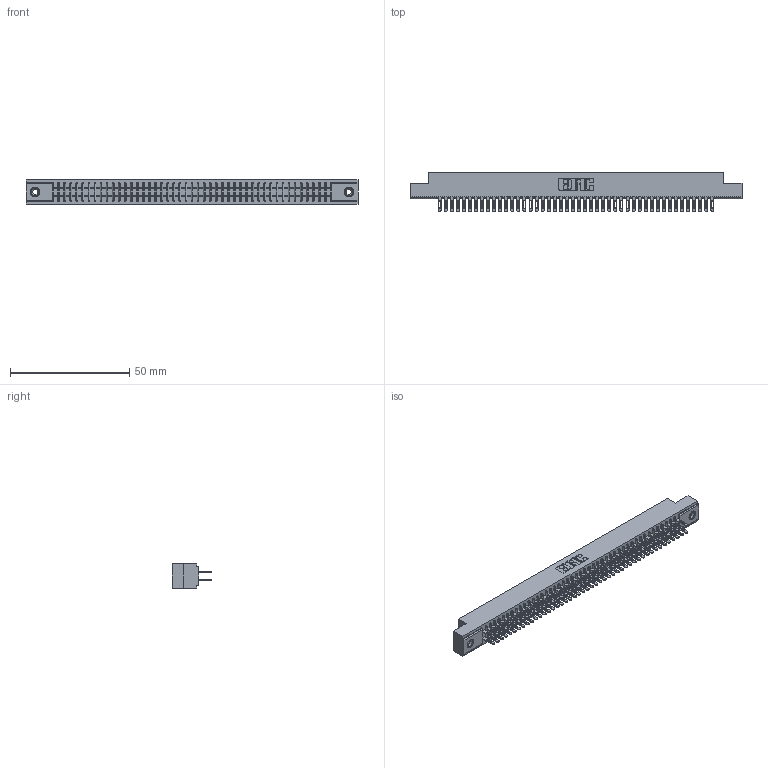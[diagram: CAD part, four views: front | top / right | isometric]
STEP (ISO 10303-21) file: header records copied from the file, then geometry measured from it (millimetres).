
FILE_DESCRIPTION (( 'STEP AP203' ), '1' );
FILE_NAME ('341-092-500-208.STEP', '2018-08-08T00:26:56', ( '' ), ( '' ), 'SwSTEP 2.0', 'SolidWorks 2016', '' );
FILE_SCHEMA (( 'CONFIG_CONTROL_DESIGN' ));
Length unit declared in the file: inch
Products named in the file (4): 341 Part_.156 (3.96) Dia Mounting Holes; 341-292-001_341-292-100; 345-250-001_345-250-003-102; 341-092-500-208
Assembly tree (95 placements, depth 2):
  341-092-500-208
    341 Part_.156 (3.96) Dia Mounting Holes
    341-292-001_341-292-100  x92
    345-250-001_345-250-003-102  x2
Bounding box: 139.06 x 16.69 x 10.16 mm (x, y, z)
Volume: 10385.1 mm3; surface area: 19346.9 mm2
Topology: 95 solids, 95 shells, 6248 faces, 18070 edges, 11698 vertices
Faces by surface type: plane 3596, cylinder 2452, sphere 94, torus 94, cone 12
Entity records: 56330 total; most frequent: CARTESIAN_POINT 9345, ORIENTED_EDGE 9280, DIRECTION 9080, EDGE_CURVE 4640, LINE 3746, VECTOR 3746, VERTEX_POINT 2932, AXIS2_PLACEMENT_3D 2667
